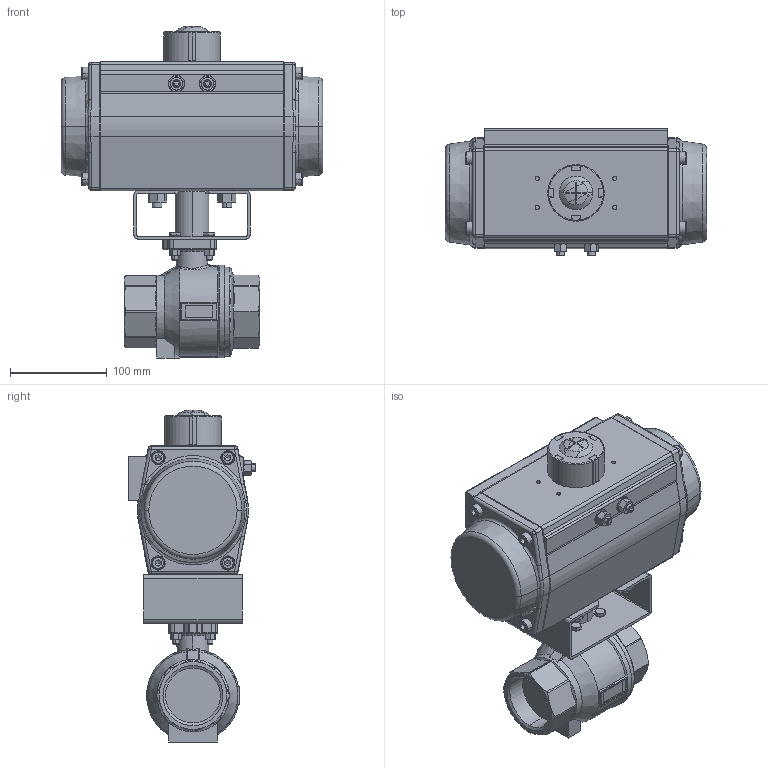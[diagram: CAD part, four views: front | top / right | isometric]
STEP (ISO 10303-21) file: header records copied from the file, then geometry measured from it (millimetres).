
FILE_DESCRIPTION(('HOOPS Exchange Step'),'2;1');
FILE_NAME('PK0201_PK0202_DN50_DVGW.stp','2025-04-04T16:37:48+02:00',('nieru'),('Unknown organisation'),'HOOPS Exchange 2024.2','HOOPS Exchange','Unknown authorisation');
FILE_SCHEMA( ('AP203_CONFIGURATION_CONTROLLED_3D_DESIGN_OF_MECHANICAL_PARTS_AND_ASSEMBLIES_MIM_LF') );
Length unit declared in the file: millimetre
Products named in the file (7): 0; root
Assembly tree (6 placements, depth 3):
  root
    0
      0
      0
      0
      0
      0
Bounding box: 270 x 132 x 343.19 mm (x, y, z)
Volume: 2824544.6 mm3; surface area: 450615.5 mm2
Topology: 44 solids, 44 shells, 1943 faces, 4670 edges, 2852 vertices
Faces by surface type: plane 752, cylinder 510, cone 336, torus 164, bspline 129, sphere 52
Full cylindrical faces by diameter (mm): 6.8 x1
Entity records: 73120 total; most frequent: CARTESIAN_POINT 29481, ORIENTED_EDGE 9244, DIRECTION 8636, EDGE_CURVE 4622, AXIS2_PLACEMENT_3D 3346, VERTEX_POINT 2854, EDGE_LOOP 2122, FACE_BOUND 2122
